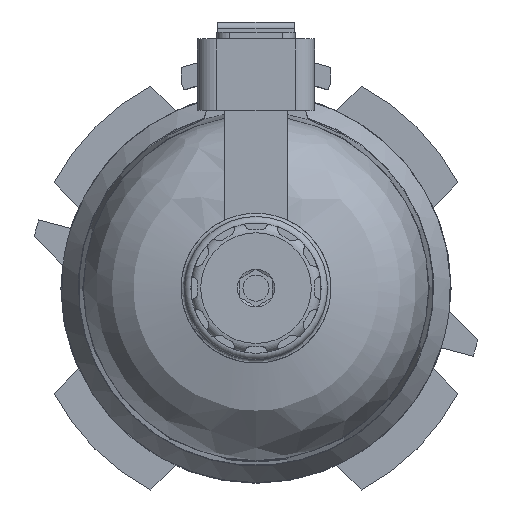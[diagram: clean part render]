
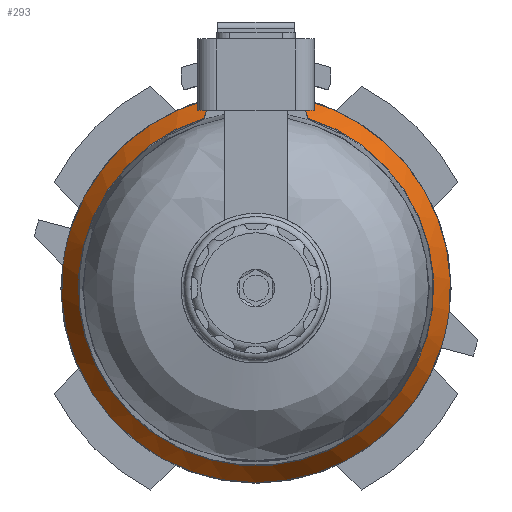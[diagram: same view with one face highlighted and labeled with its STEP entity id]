
A CAD part, front view. The second image highlights one B-rep face of the part: STEP entity #293.
In plain terms, the highlighted conical face has half-angle 30 degrees and reference radius 29.9 mm.
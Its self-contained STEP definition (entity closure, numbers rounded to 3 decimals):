
#293 = ADVANCED_FACE( '', ( #752 ), #753, .T. );
#752 = FACE_OUTER_BOUND( '', #1572, .T. );
#753 = CONICAL_SURFACE( '', #1573, 29.9, 0.524 );
#1572 = EDGE_LOOP( '', ( #2755, #2756, #2757, #2758, #2759, #2760, #2761, #2762 ) );
#1573 = AXIS2_PLACEMENT_3D( '', #2763, #2764, #2765 );
#2755 = ORIENTED_EDGE( '', *, *, #5585, .F. );
#2756 = ORIENTED_EDGE( '', *, *, #5586, .F. );
#2757 = ORIENTED_EDGE( '', *, *, #5557, .F. );
#2758 = ORIENTED_EDGE( '', *, *, #5513, .T. );
#2759 = ORIENTED_EDGE( '', *, *, #5489, .T. );
#2760 = ORIENTED_EDGE( '', *, *, #5512, .T. );
#2761 = ORIENTED_EDGE( '', *, *, #5501, .T. );
#2762 = ORIENTED_EDGE( '', *, *, #5511, .T. );
#2763 = CARTESIAN_POINT( '', ( 0., 124.1, 0. ) );
#2764 = DIRECTION( '', ( 0., 1., 0. ) );
#2765 = DIRECTION( '', ( 0., 0., 1. ) );
#5489 = EDGE_CURVE( '', #6501, #6498, #6502, .T. );
#5501 = EDGE_CURVE( '', #6521, #6518, #6522, .T. );
#5511 = EDGE_CURVE( '', #6518, #6534, #6535, .T. );
#5512 = EDGE_CURVE( '', #6498, #6521, #6536, .T. );
#5513 = EDGE_CURVE( '', #6537, #6501, #6538, .T. );
#5557 = EDGE_CURVE( '', #6537, #6622, #6623, .T. );
#5585 = EDGE_CURVE( '', #6673, #6534, #6674, .T. );
#5586 = EDGE_CURVE( '', #6622, #6673, #6675, .T. );
#6498 = VERTEX_POINT( '', #8360 );
#6501 = VERTEX_POINT( '', #8364 );
#6502 = CIRCLE( '', #8365, 29.9 );
#6518 = VERTEX_POINT( '', #8388 );
#6521 = VERTEX_POINT( '', #8392 );
#6522 = CIRCLE( '', #8393, 29.9 );
#6534 = VERTEX_POINT( '', #8412 );
#6535 = CIRCLE( '', #8413, 29.9 );
#6536 = CIRCLE( '', #8414, 29.9 );
#6537 = VERTEX_POINT( '', #8415 );
#6538 = CIRCLE( '', #8416, 29.9 );
#6622 = VERTEX_POINT( '', #8522 );
#6623 = B_SPLINE_CURVE_WITH_KNOTS( '', 3, ( #8523, #8524, #8525, #8526 ), .UNSPECIFIED., .F., .F., ( 4, 4 ), ( 0., 0.005 ), .UNSPECIFIED. );
#6673 = VERTEX_POINT( '', #8590 );
#6674 = B_SPLINE_CURVE_WITH_KNOTS( '', 3, ( #8591, #8592, #8593, #8594 ), .UNSPECIFIED., .F., .F., ( 4, 4 ), ( 0., 0.005 ), .UNSPECIFIED. );
#6675 = CIRCLE( '', #8595, 27.322 );
#8360 = CARTESIAN_POINT( '', ( -29.691, 124.1, 3.528 ) );
#8364 = CARTESIAN_POINT( '', ( -28.457, 124.1, 9.178 ) );
#8365 = AXIS2_PLACEMENT_3D( '', #11108, #11109, #11110 );
#8388 = CARTESIAN_POINT( '', ( 29.691, 124.1, -3.528 ) );
#8392 = CARTESIAN_POINT( '', ( 28.457, 124.1, -9.178 ) );
#8393 = AXIS2_PLACEMENT_3D( '', #11128, #11129, #11130 );
#8412 = CARTESIAN_POINT( '', ( 7.126, 124.1, 29.039 ) );
#8413 = AXIS2_PLACEMENT_3D( '', #11144, #11145, #11146 );
#8414 = AXIS2_PLACEMENT_3D( '', #11147, #11148, #11149 );
#8415 = CARTESIAN_POINT( '', ( -7.126, 124.1, 29.039 ) );
#8416 = AXIS2_PLACEMENT_3D( '', #11150, #11151, #11152 );
#8522 = CARTESIAN_POINT( '', ( -7.927, 119.635, 26.147 ) );
#8523 = CARTESIAN_POINT( '', ( -7.126, 124.1, 29.039 ) );
#8524 = CARTESIAN_POINT( '', ( -7.39, 122.605, 28.085 ) );
#8525 = CARTESIAN_POINT( '', ( -7.657, 121.116, 27.122 ) );
#8526 = CARTESIAN_POINT( '', ( -7.927, 119.635, 26.147 ) );
#8590 = CARTESIAN_POINT( '', ( 7.927, 119.635, 26.147 ) );
#8591 = CARTESIAN_POINT( '', ( 7.927, 119.635, 26.147 ) );
#8592 = CARTESIAN_POINT( '', ( 7.657, 121.116, 27.122 ) );
#8593 = CARTESIAN_POINT( '', ( 7.39, 122.605, 28.085 ) );
#8594 = CARTESIAN_POINT( '', ( 7.126, 124.1, 29.039 ) );
#8595 = AXIS2_PLACEMENT_3D( '', #11294, #11295, #11296 );
#11108 = CARTESIAN_POINT( '', ( 0., 124.1, 0. ) );
#11109 = DIRECTION( '', ( 0., -1., 0. ) );
#11110 = DIRECTION( '', ( 0., 0., -1. ) );
#11128 = CARTESIAN_POINT( '', ( 0., 124.1, 0. ) );
#11129 = DIRECTION( '', ( 0., -1., 0. ) );
#11130 = DIRECTION( '', ( 0., 0., -1. ) );
#11144 = CARTESIAN_POINT( '', ( 0., 124.1, 0. ) );
#11145 = DIRECTION( '', ( 0., -1., 0. ) );
#11146 = DIRECTION( '', ( 0., 0., -1. ) );
#11147 = CARTESIAN_POINT( '', ( 0., 124.1, 0. ) );
#11148 = DIRECTION( '', ( 0., -1., 0. ) );
#11149 = DIRECTION( '', ( 0., 0., -1. ) );
#11150 = CARTESIAN_POINT( '', ( 0., 124.1, 0. ) );
#11151 = DIRECTION( '', ( 0., -1., 0. ) );
#11152 = DIRECTION( '', ( 0., 0., -1. ) );
#11294 = CARTESIAN_POINT( '', ( 0., 119.635, 0. ) );
#11295 = DIRECTION( '', ( 0., -1., 0. ) );
#11296 = DIRECTION( '', ( 0., 0., -1. ) );
